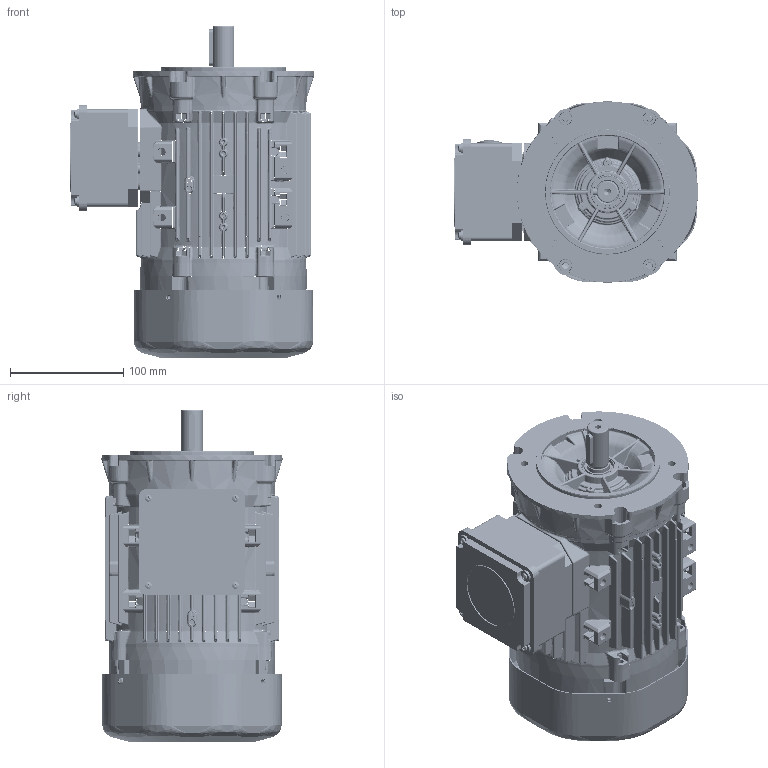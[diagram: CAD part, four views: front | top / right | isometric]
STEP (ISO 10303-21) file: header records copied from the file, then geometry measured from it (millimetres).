
FILE_DESCRIPTION(/* description */ (''),/* implementation_level */ '2;1');
FILE_NAME(/* name */ 'model1.stp',/* time_stamp */ '2024-08-01T15:34:24+03:00',/* author */ (''),/* organization */ (''),/* preprocessor_version */ 'ST-DEVELOPER v18.102',/* originating_system */ 'SIEMENS PLM Software NX2206.8101',/* authorisation */ '');
FILE_SCHEMA (('AUTOMOTIVE_DESIGN { 1 0 10303 214 3 1 1 1 }'));
Products named in the file (1): model1_260028D8E15Fjjqt
Bounding box: 215.49 x 159.99 x 293 mm (x, y, z)
Surface area: 337077.6 mm2 (no closed solid volume)
Topology: 0 solids, 50 shells, 5645 faces, 16997 edges, 10462 vertices
Faces by surface type: bspline 1909, cylinder 1597, plane 1094, cone 353, torus 353, sphere 339
Full cylindrical faces by diameter (mm): 3 x2, 3.5 x2, 4.6 x3, 5 x1, 8 x1, 19 x1, 19.2 x1, 19.55 x1, 20 x1, 20.2 x1, 51 x1, 57 x1, 61 x1, 110 x1
Entity records: 258174 total; most frequent: CARTESIAN_POINT 94113, DIRECTION 27164, ORIENTED_EDGE 26970, EDGE_CURVE 16588, AXIS2_PLACEMENT_3D 11219, VERTEX_POINT 10391, CIRCLE 6421, EDGE_LOOP 5960
